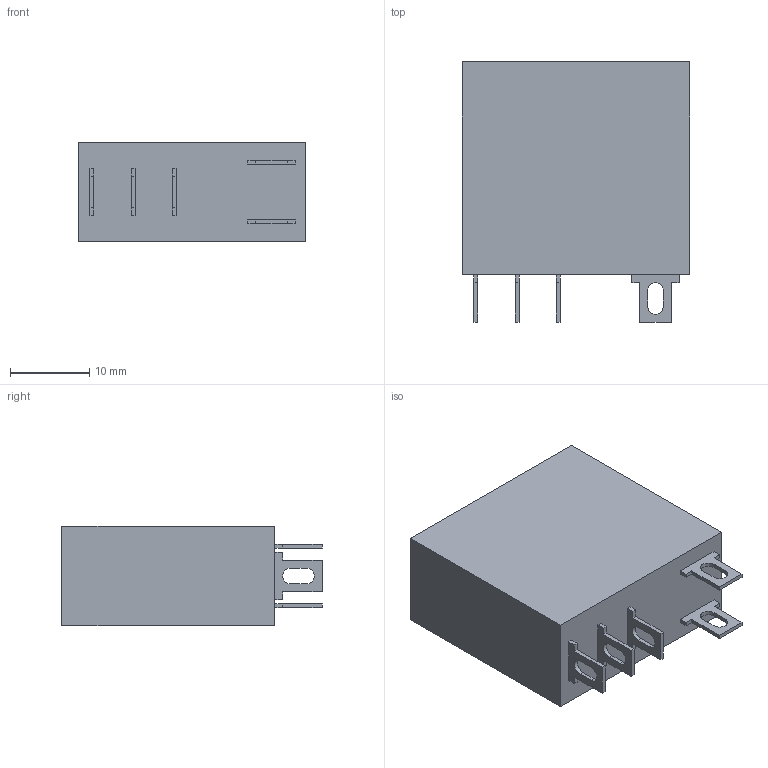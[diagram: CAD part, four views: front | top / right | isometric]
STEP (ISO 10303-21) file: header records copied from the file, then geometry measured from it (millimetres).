
FILE_DESCRIPTION (( 'STEP AP203' ), '1' );
FILE_NAME ('18.STEP', '2022-04-27T05:30:13', ( '' ), ( '' ), 'SwSTEP 2.0', 'SolidWorks 2017', '' );
FILE_SCHEMA (( 'CONFIG_CONTROL_DESIGN' ));
Length unit declared in the file: millimetre
Products named in the file (1): 18
Bounding box: 28.8 x 32.9 x 12.6 mm (x, y, z)
Volume: 9808.6 mm3; surface area: 3197.4 mm2
Topology: 1 solids, 1 shells, 71 faces, 192 edges, 128 vertices
Faces by surface type: plane 61, cylinder 10
Entity records: 2303 total; most frequent: CARTESIAN_POINT 392, ORIENTED_EDGE 384, DIRECTION 356, EDGE_CURVE 192, VECTOR 172, LINE 172, VERTEX_POINT 128, AXIS2_PLACEMENT_3D 92
